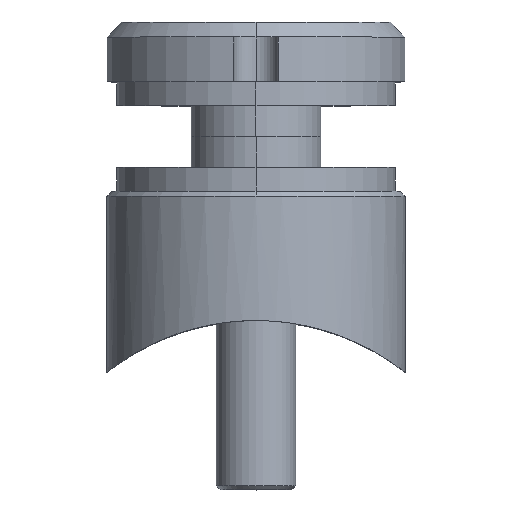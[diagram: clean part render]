
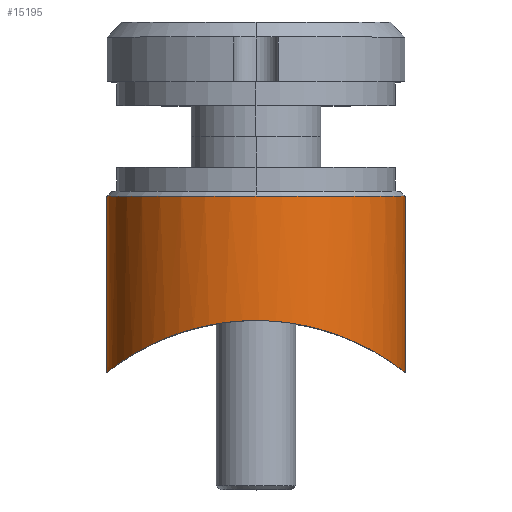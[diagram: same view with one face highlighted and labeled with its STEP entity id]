
A CAD part, top view. The second image highlights one B-rep face of the part: STEP entity #15195.
In plain terms, the highlighted cylindrical face has radius 15 mm (diameter 30 mm), a partial arc.
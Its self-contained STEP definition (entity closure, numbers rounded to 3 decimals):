
#178 = VECTOR ( 'NONE', #16218, 1000. ) ;
#423 = VECTOR ( 'NONE', #4878, 1000. ) ;
#489 = CARTESIAN_POINT ( 'NONE',  ( -14.174, -4.596, 4.933 ) ) ;
#545 = CARTESIAN_POINT ( 'NONE',  ( -14.948, -5.182, 1.271 ) ) ;
#608 = CARTESIAN_POINT ( 'NONE',  ( 15., -5.223, 1.022 ) ) ;
#669 = CARTESIAN_POINT ( 'NONE',  ( -14.005, -4.474, 5.394 ) ) ;
#687 = CARTESIAN_POINT ( 'NONE',  ( 0., 12.5, 0. ) ) ;
#717 = CARTESIAN_POINT ( 'NONE',  ( -15., -5.223, 0.255 ) ) ;
#797 = DIRECTION ( 'NONE',  ( 0., 0., 1. ) ) ;
#864 = DIRECTION ( 'NONE',  ( 0., -1., 0. ) ) ;
#1826 = CARTESIAN_POINT ( 'NONE',  ( -3.953, -0.321, 14.478 ) ) ;
#1899 = CARTESIAN_POINT ( 'NONE',  ( 5.415, -0.61, 13.997 ) ) ;
#1952 = CARTESIAN_POINT ( 'NONE',  ( 6.768, -0.949, 13.422 ) ) ;
#2007 = CARTESIAN_POINT ( 'NONE',  ( 13.424, -4.073, 6.71 ) ) ;
#2466 = CYLINDRICAL_SURFACE ( 'NONE', #8070, 15. ) ;
#2531 = CARTESIAN_POINT ( 'NONE',  ( -15., -5.223, 0. ) ) ;
#3183 = CARTESIAN_POINT ( 'NONE',  ( 11.908, -3.13, 9.173 ) ) ;
#3199 = EDGE_CURVE ( 'NONE', #12325, #16188, #4597, .T. ) ;
#3235 = CARTESIAN_POINT ( 'NONE',  ( 1.046, -0.001, 14.998 ) ) ;
#3296 = CARTESIAN_POINT ( 'NONE',  ( 14.012, -4.479, 5.377 ) ) ;
#3413 = CARTESIAN_POINT ( 'NONE',  ( 14.897, -5.14, 2.019 ) ) ;
#4488 = CARTESIAN_POINT ( 'NONE',  ( -0.988, -0.015, 14.976 ) ) ;
#4553 = CARTESIAN_POINT ( 'NONE',  ( -15., -5.223, 0. ) ) ;
#4597 = LINE ( 'NONE', #7193, #423 ) ;
#4617 = CARTESIAN_POINT ( 'NONE',  ( 3.507, -0.251, 14.593 ) ) ;
#4675 = CARTESIAN_POINT ( 'NONE',  ( -9.934, -2.134, 11.249 ) ) ;
#4728 = CARTESIAN_POINT ( 'NONE',  ( -14.471, -4.815, 3.981 ) ) ;
#4790 = ORIENTED_EDGE ( 'NONE', *, *, #14585, .T. ) ;
#4878 = DIRECTION ( 'NONE',  ( 0., -1., 0. ) ) ;
#5105 = ORIENTED_EDGE ( 'NONE', *, *, #14047, .T. ) ;
#5823 = CARTESIAN_POINT ( 'NONE',  ( -4.91, -0.499, 14.182 ) ) ;
#5881 = CARTESIAN_POINT ( 'NONE',  ( 13.634, -4.215, 6.274 ) ) ;
#5931 = CARTESIAN_POINT ( 'NONE',  ( -3.469, -0.245, 14.602 ) ) ;
#6000 = CARTESIAN_POINT ( 'NONE',  ( -8.808, -1.659, 12.152 ) ) ;
#6439 = CARTESIAN_POINT ( 'NONE',  ( 0., 12.5, 15. ) ) ;
#6884 = CARTESIAN_POINT ( 'NONE',  ( 15., 12.5, 0. ) ) ;
#7113 = CARTESIAN_POINT ( 'NONE',  ( -1.993, -0.077, 14.876 ) ) ;
#7167 = CARTESIAN_POINT ( 'NONE',  ( 15., -5.223, 0. ) ) ;
#7193 = CARTESIAN_POINT ( 'NONE',  ( 15., 10.5, 0. ) ) ;
#7228 = CARTESIAN_POINT ( 'NONE',  ( 14.599, -4.912, 3.481 ) ) ;
#7299 = CARTESIAN_POINT ( 'NONE',  ( -12.178, -3.293, 8.771 ) ) ;
#7349 = CARTESIAN_POINT ( 'NONE',  ( -10.287, -2.297, 10.928 ) ) ;
#7540 = DIRECTION ( 'NONE',  ( 0., 0., 1. ) ) ;
#7705 = CARTESIAN_POINT ( 'NONE',  ( 0., 10.5, 0. ) ) ;
#8070 = AXIS2_PLACEMENT_3D ( 'NONE', #7705, #14542, #15603 ) ;
#8455 = CARTESIAN_POINT ( 'NONE',  ( -14.796, -5.063, 2.518 ) ) ;
#8576 = CARTESIAN_POINT ( 'NONE',  ( 10.295, -2.301, 10.92 ) ) ;
#8589 = AXIS2_PLACEMENT_3D ( 'NONE', #687, #864, #797 ) ;
#8632 = CARTESIAN_POINT ( 'NONE',  ( 3.991, -0.327, 14.468 ) ) ;
#8647 = DIRECTION ( 'NONE',  ( 0., -1., 0. ) ) ;
#8691 = CARTESIAN_POINT ( 'NONE',  ( -10.96, -2.627, 10.252 ) ) ;
#9049 = CARTESIAN_POINT ( 'NONE',  ( -15., 12.5, 0. ) ) ;
#9471 = CARTESIAN_POINT ( 'NONE',  ( -15., 10.5, 0. ) ) ;
#9787 = CARTESIAN_POINT ( 'NONE',  ( 12.965, -3.774, 7.559 ) ) ;
#9841 = CARTESIAN_POINT ( 'NONE',  ( -14.968, -5.198, 1.019 ) ) ;
#9894 = CARTESIAN_POINT ( 'NONE',  ( -7.598, -1.21, 12.97 ) ) ;
#9915 = CARTESIAN_POINT ( 'NONE',  ( 0., 12.5, 0. ) ) ;
#10025 = CARTESIAN_POINT ( 'NONE',  ( 14.181, -4.601, 4.915 ) ) ;
#10348 = FACE_OUTER_BOUND ( 'NONE', #17037, .T. ) ;
#10786 = EDGE_CURVE ( 'NONE', #12325, #11741, #13094, .T. ) ;
#11158 = CARTESIAN_POINT ( 'NONE',  ( 14.475, -4.818, 3.963 ) ) ;
#11187 = LINE ( 'NONE', #9471, #178 ) ;
#11227 = VERTEX_POINT ( 'NONE', #2531 ) ;
#11287 = CARTESIAN_POINT ( 'NONE',  ( 12.715, -3.616, 7.972 ) ) ;
#11392 = ORIENTED_EDGE ( 'NONE', *, *, #10786, .T. ) ;
#11741 = VERTEX_POINT ( 'NONE', #6439 ) ;
#11910 = AXIS2_PLACEMENT_3D ( 'NONE', #9915, #8647, #7540 ) ;
#12325 = VERTEX_POINT ( 'NONE', #6884 ) ;
#12451 = CARTESIAN_POINT ( 'NONE',  ( 4.95, -0.508, 14.169 ) ) ;
#12511 = CARTESIAN_POINT ( 'NONE',  ( -14.993, -5.218, 0.511 ) ) ;
#12566 = CARTESIAN_POINT ( 'NONE',  ( 9.2, -1.817, 11.857 ) ) ;
#12625 = CARTESIAN_POINT ( 'NONE',  ( -6.743, -0.942, 13.435 ) ) ;
#12694 = CARTESIAN_POINT ( 'NONE',  ( -13.438, -4.079, 6.736 ) ) ;
#13094 = CIRCLE ( 'NONE', #11910, 15. ) ;
#13369 = CARTESIAN_POINT ( 'NONE',  ( 15., -5.223, 0. ) ) ;
#13783 = CARTESIAN_POINT ( 'NONE',  ( -2.489, -0.123, 14.801 ) ) ;
#13837 = CARTESIAN_POINT ( 'NONE',  ( 7.616, -1.216, 12.959 ) ) ;
#13906 = CARTESIAN_POINT ( 'NONE',  ( -0.476, 0.001, 15.001 ) ) ;
#13965 = CARTESIAN_POINT ( 'NONE',  ( -14.871, -5.122, 2.023 ) ) ;
#14047 = EDGE_CURVE ( 'NONE', #16942, #11227, #11187, .T. ) ;
#14542 = DIRECTION ( 'NONE',  ( 0., -1., 0. ) ) ;
#14585 = EDGE_CURVE ( 'NONE', #11741, #16942, #16177, .T. ) ;
#15067 = CARTESIAN_POINT ( 'NONE',  ( 9.942, -2.138, 11.242 ) ) ;
#15132 = CARTESIAN_POINT ( 'NONE',  ( -5.38, -0.602, 14.011 ) ) ;
#15194 = CARTESIAN_POINT ( 'NONE',  ( 8.812, -1.661, 12.148 ) ) ;
#15195 = ADVANCED_FACE ( 'NONE', ( #10348 ), #2466, .T. ) ;
#15252 = CARTESIAN_POINT ( 'NONE',  ( -11.28, -2.793, 9.899 ) ) ;
#15303 = CARTESIAN_POINT ( 'NONE',  ( 2.042, -0.066, 14.894 ) ) ;
#15335 = ORIENTED_EDGE ( 'NONE', *, *, #3199, .F. ) ;
#15455 = ORIENTED_EDGE ( 'NONE', *, *, #17178, .F. ) ;
#15603 = DIRECTION ( 'NONE',  ( 1., 0., 0. ) ) ;
#16177 = CIRCLE ( 'NONE', #8589, 15. ) ;
#16188 = VERTEX_POINT ( 'NONE', #13369 ) ;
#16218 = DIRECTION ( 'NONE',  ( 0., -1., 0. ) ) ;
#16397 = CARTESIAN_POINT ( 'NONE',  ( -14.595, -4.909, 3.496 ) ) ;
#16431 = B_SPLINE_CURVE_WITH_KNOTS ( 'NONE', 3,
 ( #7167, #608, #3413, #7228, #11158, #10025, #3296, #5881, #2007, #9787, #11287, #3183, #16508, #8576, #15067, #12566, #15194, #13837, #1952, #1899, #12451, #8632, #4617, #15303, #3235, #13906, #4488, #7113, #13783, #5931, #1826, #5823, #15132, #12625, #9894, #6000, #16635, #4675, #7349, #8691, #15252, #16454, #7299, #16566, #12694, #669, #489, #4728, #16397, #8455, #13965, #545, #9841, #12511, #717, #4553 ),
 .UNSPECIFIED., .F., .F.,
 ( 4, 2, 2, 2, 2, 2, 2, 2, 2, 2, 2, 2, 2, 2, 2, 2, 2, 2, 2, 2, 2, 2, 2, 2, 2, 2, 2, 4 ),
 ( 0., 0.003, 0.005, 0.006, 0.008, 0.009, 0.012, 0.014, 0.015, 0.018, 0.02, 0.021, 0.024, 0.026, 0.027, 0.029, 0.03, 0.033, 0.035, 0.036, 0.038, 0.039, 0.042, 0.044, 0.045, 0.047, 0.047, 0.048 ),
 .UNSPECIFIED. ) ;
#16454 = CARTESIAN_POINT ( 'NONE',  ( -11.889, -3.126, 9.158 ) ) ;
#16508 = CARTESIAN_POINT ( 'NONE',  ( 11.303, -2.795, 9.907 ) ) ;
#16566 = CARTESIAN_POINT ( 'NONE',  ( -12.981, -3.776, 7.577 ) ) ;
#16635 = CARTESIAN_POINT ( 'NONE',  ( -9.195, -1.815, 11.861 ) ) ;
#16942 = VERTEX_POINT ( 'NONE', #9049 ) ;
#17037 = EDGE_LOOP ( 'NONE', ( #11392, #4790, #5105, #15455, #15335 ) ) ;
#17178 = EDGE_CURVE ( 'NONE', #16188, #11227, #16431, .T. ) ;
